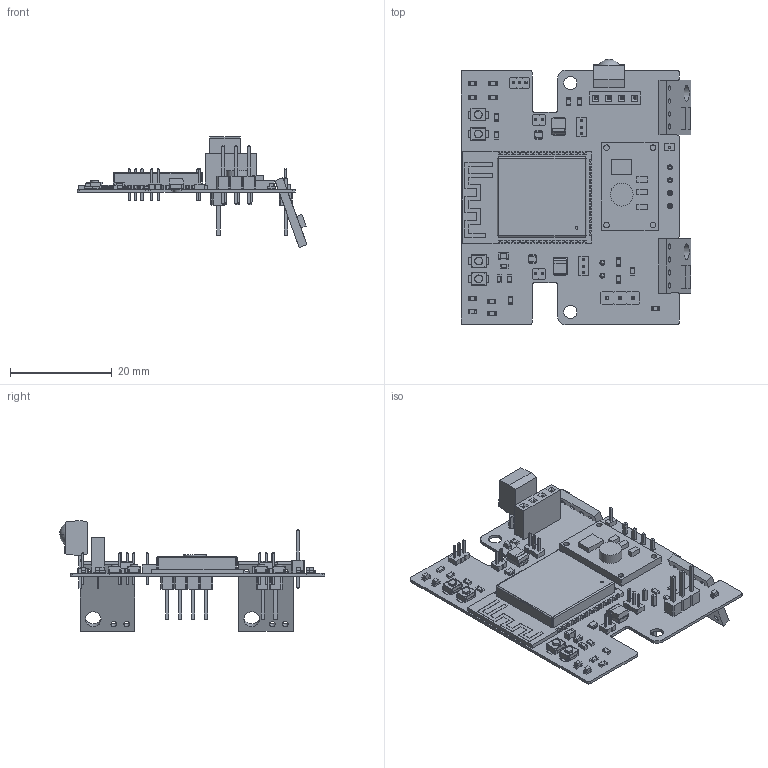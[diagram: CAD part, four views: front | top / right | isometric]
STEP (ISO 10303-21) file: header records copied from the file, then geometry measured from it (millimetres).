
FILE_DESCRIPTION(('KiCad electronic assembly'),'2;1');
FILE_NAME('MikroSumo.step','2024-05-14T00:56:13',('Pcbnew'),('Kicad'), 'Open CASCADE STEP processor 7.7','KiCad to STEP converter','Unknown' );
FILE_SCHEMA(('AUTOMOTIVE_DESIGN { 1 0 10303 214 1 1 1 1 }'));
Length unit declared in the file: millimetre
Products named in the file (38): MikroSumo 1; PinHeader_1x03_P1.27mm_Vertical; PinHeader_1x03_P127mm_Vertical; R_0603_1608Metric; Vishay_MOLD-3Pin; Vishay_MOLD-3pin; B3U-1000P--3DModel-STEP-56544; B3U-1000P; TOF_VL53L0X; TOF_VL53L0X (1); LED_0603_1608Metric; C_0603_1608Metric; DRV8210DRLR; DRL6; ESP32-S3-WROOM-1-N8R8; ESP32-S3-WROOM-1-N8R2; MH-MINI-360; PinHeader_1x02_P1.27mm_Vertical; PinHeader_1x02_P127mm_Vertical; CP_EIA-3528-21_Kemet-B; CP_EIA_3528_21_Kemet_B; PinSocket_1x04_P2.54mm_Vertical; PinSocket_1x04_P254mm_Vertical; PinHeader_1x01_P1.27mm_Vertical; PinHeader_1x01_P127mm_Vertical; C_0805_2012Metric; PinHeader_1x03_P2.54mm_Vertical; PinHeader_1x03_P254mm_Vertical; PinHeader_1x04_P2.54mm_Vertical; PinHeader_1x04_P254mm_Vertical; PinHeader_1x02_P2.54mm_Vertical; PinHeader_1x02_P254mm_Vertical; MikroSumo_v2_PCB
Assembly tree (63 placements, depth 3):
  MikroSumo 1
    PinHeader_1x03_P1.27mm_Vertical  x3
      PinHeader_1x03_P127mm_Vertical
    R_0603_1608Metric  x12
      R_0603_1608Metric
    Vishay_MOLD-3Pin
      Vishay_MOLD-3pin
    B3U-1000P--3DModel-STEP-56544  x4
      B3U-1000P
    TOF_VL53L0X  x2
      TOF_VL53L0X (1)
    LED_0603_1608Metric  x6
      LED_0603_1608Metric
    C_0603_1608Metric  x2
      C_0603_1608Metric
    DRV8210DRLR  x2
      DRL6
    ESP32-S3-WROOM-1-N8R8
      ESP32-S3-WROOM-1-N8R2
    MH-MINI-360
      MH-MINI-360
    PinHeader_1x02_P1.27mm_Vertical  x2
      PinHeader_1x02_P127mm_Vertical
    CP_EIA-3528-21_Kemet-B  x2
      CP_EIA_3528_21_Kemet_B
    PinSocket_1x04_P2.54mm_Vertical
      PinSocket_1x04_P254mm_Vertical
    PinHeader_1x01_P1.27mm_Vertical
      PinHeader_1x01_P127mm_Vertical
    C_0805_2012Metric
      C_0805_2012Metric
    PinHeader_1x03_P2.54mm_Vertical
      PinHeader_1x03_P254mm_Vertical
    PinHeader_1x04_P2.54mm_Vertical
      PinHeader_1x04_P254mm_Vertical
    PinHeader_1x02_P2.54mm_Vertical
      PinHeader_1x02_P254mm_Vertical
    MikroSumo_v2_PCB
Bounding box: 45.22 x 52.15 x 21.82 mm (x, y, z)
Volume: 3070.6 mm3; surface area: 9349.4 mm2
Topology: 126 solids, 126 shells, 3589 faces, 9031 edges, 5786 vertices
Faces by surface type: plane 2886, cylinder 635, bspline 34, sphere 26, cone 8
Full cylindrical faces by diameter (mm): 0.3 x12, 0.65 x14, 0.9 x3, 1 x13, 1.1 x16, 2.6 x2, 3.1 x2, 4.472 x1
Entity records: 68444 total; most frequent: CARTESIAN_POINT 12007, ORIENTED_EDGE 10324, DIRECTION 9716, EDGE_CURVE 5162, LINE 4648, VECTOR 4648, VERTEX_POINT 3355, AXIS2_PLACEMENT_3D 2534
